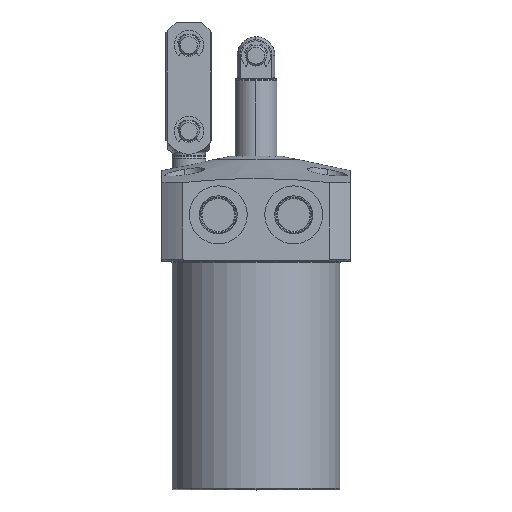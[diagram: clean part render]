
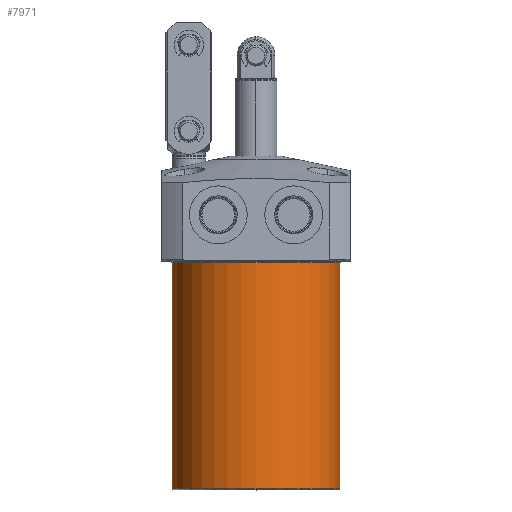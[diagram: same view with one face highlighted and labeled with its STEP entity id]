
A CAD part, top view. The second image highlights one B-rep face of the part: STEP entity #7971.
In plain terms, the highlighted cylindrical face has radius 20 mm (diameter 40 mm), a partial arc.
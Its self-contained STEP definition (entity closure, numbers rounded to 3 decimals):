
#186 = DIRECTION ( 'NONE',  ( -1., 0., 0. ) ) ;
#188 = DIRECTION ( 'NONE',  ( 0., 1., 0. ) ) ;
#191 = CARTESIAN_POINT ( 'NONE',  ( 0., -78.3, 0. ) ) ;
#199 = DIRECTION ( 'NONE',  ( 0., 1., 0. ) ) ;
#235 = CARTESIAN_POINT ( 'NONE',  ( 20., 0., 0. ) ) ;
#401 = DIRECTION ( 'NONE',  ( -1., 0., 0. ) ) ;
#402 = DIRECTION ( 'NONE',  ( 0., 1., 0. ) ) ;
#403 = CARTESIAN_POINT ( 'NONE',  ( 0., -24.6, 0. ) ) ;
#404 = CARTESIAN_POINT ( 'NONE',  ( -20., 0., 0. ) ) ;
#410 = DIRECTION ( 'NONE',  ( 0., 1., 0. ) ) ;
#1528 = AXIS2_PLACEMENT_3D ( 'NONE', #4712, #4715, #4718 ) ;
#1734 = AXIS2_PLACEMENT_3D ( 'NONE', #403, #402, #401 ) ;
#1737 = AXIS2_PLACEMENT_3D ( 'NONE', #191, #188, #186 ) ;
#2396 = VERTEX_POINT ( 'NONE', #4172 ) ;
#2397 = VERTEX_POINT ( 'NONE', #4171 ) ;
#2398 = VERTEX_POINT ( 'NONE', #4170 ) ;
#2399 = VERTEX_POINT ( 'NONE', #4169 ) ;
#4169 = CARTESIAN_POINT ( 'NONE',  ( -20., -78.3, 0. ) ) ;
#4170 = CARTESIAN_POINT ( 'NONE',  ( 20., -78.3, 0. ) ) ;
#4171 = CARTESIAN_POINT ( 'NONE',  ( 20., -24.6, 0. ) ) ;
#4172 = CARTESIAN_POINT ( 'NONE',  ( -20., -24.6, 0. ) ) ;
#4712 = CARTESIAN_POINT ( 'NONE',  ( 0., 0., 0. ) ) ;
#4715 = DIRECTION ( 'NONE',  ( 0., 1., 0. ) ) ;
#4718 = DIRECTION ( 'NONE',  ( -1., 0., 0. ) ) ;
#5174 = ORIENTED_EDGE ( 'NONE', *, *, #7690, .F. ) ;
#5188 = ORIENTED_EDGE ( 'NONE', *, *, #7689, .F. ) ;
#5325 = ORIENTED_EDGE ( 'NONE', *, *, #7686, .T. ) ;
#5677 = EDGE_LOOP ( 'NONE', ( #5981, #5325, #5188, #5174 ) ) ;
#5981 = ORIENTED_EDGE ( 'NONE', *, *, #7684, .T. ) ;
#7684 = EDGE_CURVE ( 'NONE', #2399, #2398, #9336, .T. ) ;
#7686 = EDGE_CURVE ( 'NONE', #2398, #2397, #9334, .T. ) ;
#7689 = EDGE_CURVE ( 'NONE', #2396, #2397, #9335, .T. ) ;
#7690 = EDGE_CURVE ( 'NONE', #2399, #2396, #9330, .T. ) ;
#7971 = ADVANCED_FACE ( 'NONE', ( #9459 ), #9455, .T. ) ;
#9329 = VECTOR ( 'NONE', #410, 1000. ) ;
#9330 = LINE ( 'NONE', #404, #9329 ) ;
#9334 = LINE ( 'NONE', #235, #9403 ) ;
#9335 = CIRCLE ( 'NONE', #1734, 20. ) ;
#9336 = CIRCLE ( 'NONE', #1737, 20. ) ;
#9403 = VECTOR ( 'NONE', #199, 1000. ) ;
#9455 = CYLINDRICAL_SURFACE ( 'NONE', #1528, 20. ) ;
#9459 = FACE_OUTER_BOUND ( 'NONE', #5677, .T. ) ;
